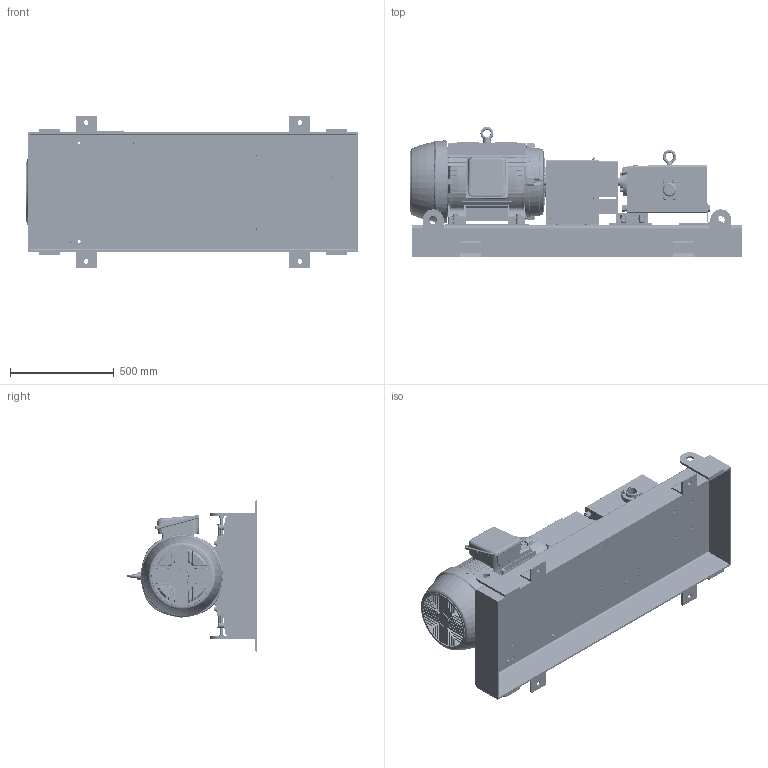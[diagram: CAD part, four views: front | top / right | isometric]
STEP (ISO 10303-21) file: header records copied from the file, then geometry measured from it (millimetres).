
FILE_DESCRIPTION (( 'STEP AP214' ), '1' );
FILE_NAME ('GPV-1430-023-U.STEP', '2019-10-10T15:17:36', ( '' ), ( '' ), 'SwSTEP 2.0', 'SolidWorks 2018', '' );
FILE_SCHEMA (( 'AUTOMOTIVE_DESIGN' ));
Length unit declared in the file: inch
Products named in the file (1): GPV-1430-023-U
Bounding box: 1597.22 x 625.95 x 730.25 mm (x, y, z)
Volume: 112439760.5 mm3; surface area: 8295428.9 mm2
Topology: 136 solids, 136 shells, 8045 faces, 20219 edges, 12759 vertices
Faces by surface type: plane 3491, cylinder 2125, bspline 1165, cone 1148, torus 106, sphere 10
Entity records: 344168 total; most frequent: CARTESIAN_POINT 134190, ORIENTED_EDGE 40378, DIRECTION 36205, EDGE_CURVE 20189, AXIS2_PLACEMENT_3D 13014, VERTEX_POINT 12759, LINE 10177, VECTOR 10177
